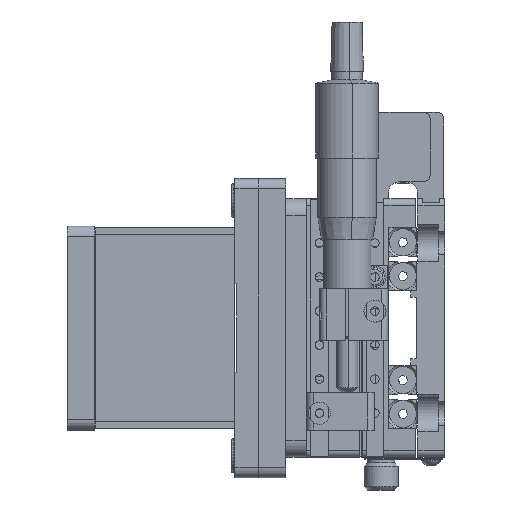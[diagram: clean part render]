
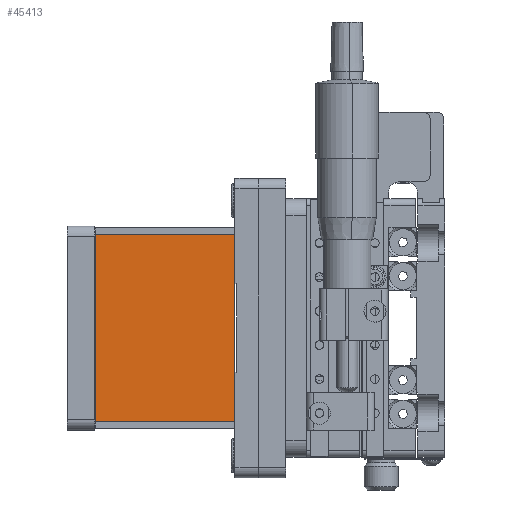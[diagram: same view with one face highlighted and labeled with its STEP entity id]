
A CAD part, left-side view. The second image highlights one B-rep face of the part: STEP entity #45413.
In plain terms, the highlighted planar face has unit normal (-1, 0, 0).
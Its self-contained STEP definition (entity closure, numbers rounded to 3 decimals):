
#258 = EDGE_CURVE ( 'NONE', #30626, #27285, #584, .T. ) ;
#584 = LINE ( 'NONE', #631, #19381 ) ;
#631 = CARTESIAN_POINT ( 'NONE',  ( -12.74, 103.604, 148.317 ) ) ;
#2419 = CARTESIAN_POINT ( 'NONE',  ( -12.74, 62.604, 93.317 ) ) ;
#6913 = PLANE ( 'NONE',  #20445 ) ;
#8839 = CARTESIAN_POINT ( 'NONE',  ( -12.74, 103.604, 93.317 ) ) ;
#9750 = CARTESIAN_POINT ( 'NONE',  ( -12.74, 103.604, 148.317 ) ) ;
#10696 = DIRECTION ( 'NONE',  ( -1., 0., 0. ) ) ;
#13422 = VECTOR ( 'NONE', #22562, 1000. ) ;
#13467 = LINE ( 'NONE', #29450, #21064 ) ;
#13991 = CARTESIAN_POINT ( 'NONE',  ( -12.74, 62.604, 148.317 ) ) ;
#16517 = ORIENTED_EDGE ( 'NONE', *, *, #32124, .T. ) ;
#19381 = VECTOR ( 'NONE', #26912, 1000. ) ;
#20445 = AXIS2_PLACEMENT_3D ( 'NONE', #36829, #10696, #36990 ) ;
#21064 = VECTOR ( 'NONE', #48181, 1000. ) ;
#21548 = EDGE_CURVE ( 'NONE', #22661, #42924, #43421, .T. ) ;
#22562 = DIRECTION ( 'NONE',  ( 0., -1., 0. ) ) ;
#22661 = VERTEX_POINT ( 'NONE', #33463 ) ;
#24399 = VECTOR ( 'NONE', #38924, 1000. ) ;
#26912 = DIRECTION ( 'NONE',  ( 0., 1., 0. ) ) ;
#27285 = VERTEX_POINT ( 'NONE', #9750 ) ;
#29450 = CARTESIAN_POINT ( 'NONE',  ( -12.74, 62.604, 93.317 ) ) ;
#30078 = ORIENTED_EDGE ( 'NONE', *, *, #258, .T. ) ;
#30626 = VERTEX_POINT ( 'NONE', #13991 ) ;
#31166 = EDGE_LOOP ( 'NONE', ( #47211, #16517, #30078, #48303 ) ) ;
#32124 = EDGE_CURVE ( 'NONE', #42924, #30626, #13467, .T. ) ;
#33463 = CARTESIAN_POINT ( 'NONE',  ( -12.74, 103.604, 93.317 ) ) ;
#35588 = LINE ( 'NONE', #8839, #24399 ) ;
#36829 = CARTESIAN_POINT ( 'NONE',  ( -12.74, 62.604, 93.317 ) ) ;
#36856 = FACE_OUTER_BOUND ( 'NONE', #31166, .T. ) ;
#36990 = DIRECTION ( 'NONE',  ( 0., -1., 0. ) ) ;
#37373 = CARTESIAN_POINT ( 'NONE',  ( -12.74, 103.604, 93.317 ) ) ;
#38924 = DIRECTION ( 'NONE',  ( 0., 0., -1. ) ) ;
#42924 = VERTEX_POINT ( 'NONE', #2419 ) ;
#43421 = LINE ( 'NONE', #37373, #13422 ) ;
#45413 = ADVANCED_FACE ( 'NONE', ( #36856 ), #6913, .T. ) ;
#47211 = ORIENTED_EDGE ( 'NONE', *, *, #21548, .T. ) ;
#47268 = EDGE_CURVE ( 'NONE', #27285, #22661, #35588, .T. ) ;
#48181 = DIRECTION ( 'NONE',  ( 0., 0., 1. ) ) ;
#48303 = ORIENTED_EDGE ( 'NONE', *, *, #47268, .T. ) ;
